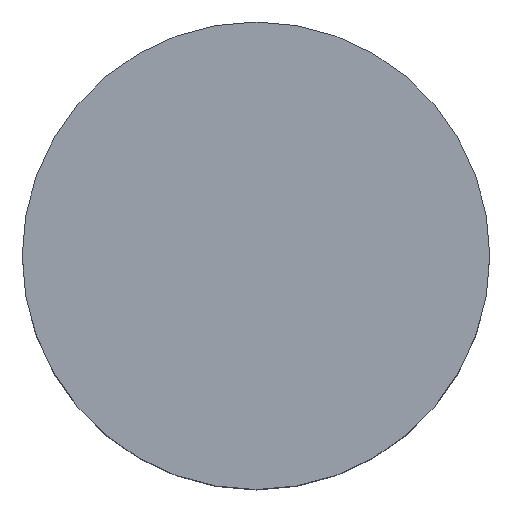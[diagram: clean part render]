
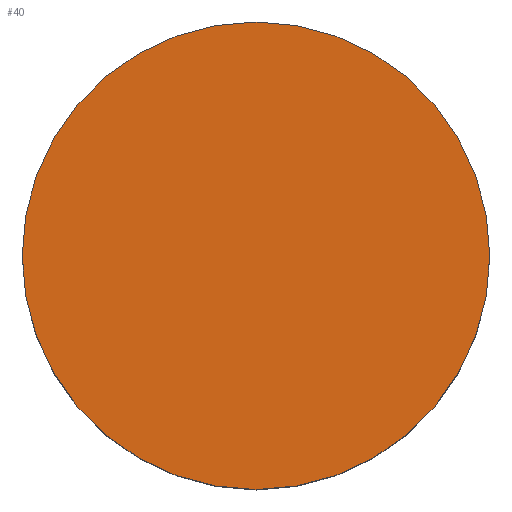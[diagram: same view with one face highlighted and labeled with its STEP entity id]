
A CAD part, top view. The second image highlights one B-rep face of the part: STEP entity #40.
In plain terms, the highlighted planar face has unit normal (0, 0, 1).
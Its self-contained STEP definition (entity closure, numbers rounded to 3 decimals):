
#35=PLANE('',#133);
#36=FACE_OUTER_BOUND('',#50,.T.);
#40=ADVANCED_FACE('',(#36),#35,.T.);
#50=EDGE_LOOP('',(#54));
#54=ORIENTED_EDGE('',*,*,#59,.F.);
#57=VERTEX_POINT('',#172);
#59=EDGE_CURVE('',#57,#57,#61,.T.);
#61=CIRCLE('',#131,8.135);
#131=AXIS2_PLACEMENT_3D('',#171,#150,#151);
#133=AXIS2_PLACEMENT_3D('',#174,#154,#155);
#150=DIRECTION('',(0.,0.,-1.));
#151=DIRECTION('',(-1.,0.,0.));
#154=DIRECTION('',(0.,0.,1.));
#155=DIRECTION('',(1.,0.,0.));
#171=CARTESIAN_POINT('',(0.,0.,11.6));
#172=CARTESIAN_POINT('',(-8.135,0.,11.6));
#174=CARTESIAN_POINT('',(0.,8.135,11.6));
